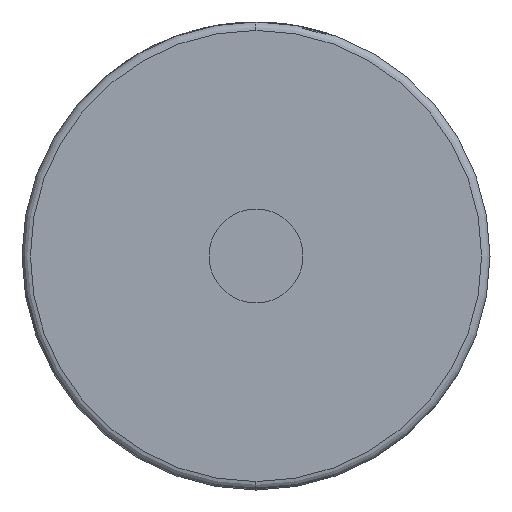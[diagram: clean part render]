
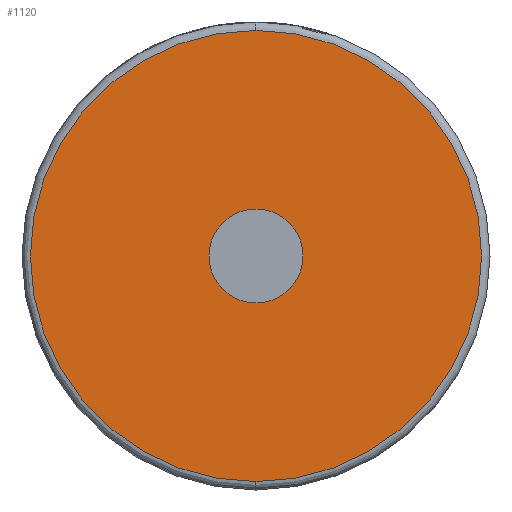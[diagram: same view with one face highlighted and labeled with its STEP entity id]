
A CAD part, left-side view. The second image highlights one B-rep face of the part: STEP entity #1120.
In plain terms, the highlighted planar face has unit normal (-1, 0, 0).
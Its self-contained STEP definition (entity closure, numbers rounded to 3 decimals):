
#51 = CARTESIAN_POINT ( 'NONE',  ( 0., 0., 0.28 ) ) ;
#107 = CARTESIAN_POINT ( 'NONE',  ( 0., 0., 0. ) ) ;
#131 = DIRECTION ( 'NONE',  ( 0., 0., -1. ) ) ;
#252 = AXIS2_PLACEMENT_3D ( 'NONE', #4643, #4256, #1136 ) ;
#424 = AXIS2_PLACEMENT_3D ( 'NONE', #4761, #4688, #1339 ) ;
#534 = CARTESIAN_POINT ( 'NONE',  ( 0., 0., 1.345 ) ) ;
#564 = AXIS2_PLACEMENT_3D ( 'NONE', #4158, #1459, #1870 ) ;
#607 = EDGE_CURVE ( 'NONE', #2358, #4651, #1389, .T. ) ;
#679 = EDGE_CURVE ( 'NONE', #3310, #1603, #3813, .T. ) ;
#875 = DIRECTION ( 'NONE',  ( 0., 0., -1. ) ) ;
#987 = CARTESIAN_POINT ( 'NONE',  ( 0., 0., -1.345 ) ) ;
#1120 = ADVANCED_FACE ( 'NONE', ( #2712, #2324 ), #2736, .F. ) ;
#1131 = CARTESIAN_POINT ( 'NONE',  ( 0., 0., 0. ) ) ;
#1136 = DIRECTION ( 'NONE',  ( 0., 0., -1. ) ) ;
#1339 = DIRECTION ( 'NONE',  ( 0., 0., -1. ) ) ;
#1389 = CIRCLE ( 'NONE', #564, 1.345 ) ;
#1459 = DIRECTION ( 'NONE',  ( -1., 0., 0. ) ) ;
#1603 = VERTEX_POINT ( 'NONE', #3928 ) ;
#1635 = AXIS2_PLACEMENT_3D ( 'NONE', #1131, #3916, #131 ) ;
#1693 = EDGE_LOOP ( 'NONE', ( #4671, #2435 ) ) ;
#1708 = EDGE_LOOP ( 'NONE', ( #3285, #2516 ) ) ;
#1870 = DIRECTION ( 'NONE',  ( 0., 0., -1. ) ) ;
#2029 = DIRECTION ( 'NONE',  ( -1., 0., 0. ) ) ;
#2271 = CIRCLE ( 'NONE', #3454, 0.28 ) ;
#2324 = FACE_BOUND ( 'NONE', #1693, .T. ) ;
#2358 = VERTEX_POINT ( 'NONE', #534 ) ;
#2374 = EDGE_CURVE ( 'NONE', #1603, #3310, #2271, .T. ) ;
#2435 = ORIENTED_EDGE ( 'NONE', *, *, #679, .F. ) ;
#2516 = ORIENTED_EDGE ( 'NONE', *, *, #607, .T. ) ;
#2712 = FACE_OUTER_BOUND ( 'NONE', #1708, .T. ) ;
#2736 = PLANE ( 'NONE',  #252 ) ;
#3285 = ORIENTED_EDGE ( 'NONE', *, *, #4207, .T. ) ;
#3310 = VERTEX_POINT ( 'NONE', #51 ) ;
#3419 = CIRCLE ( 'NONE', #424, 1.345 ) ;
#3454 = AXIS2_PLACEMENT_3D ( 'NONE', #107, #2029, #875 ) ;
#3813 = CIRCLE ( 'NONE', #1635, 0.28 ) ;
#3916 = DIRECTION ( 'NONE',  ( -1., 0., 0. ) ) ;
#3928 = CARTESIAN_POINT ( 'NONE',  ( 0., 0., -0.28 ) ) ;
#4158 = CARTESIAN_POINT ( 'NONE',  ( 0., 0., 0. ) ) ;
#4207 = EDGE_CURVE ( 'NONE', #4651, #2358, #3419, .T. ) ;
#4256 = DIRECTION ( 'NONE',  ( 1., 0., 0. ) ) ;
#4643 = CARTESIAN_POINT ( 'NONE',  ( 0., 0., 0. ) ) ;
#4651 = VERTEX_POINT ( 'NONE', #987 ) ;
#4671 = ORIENTED_EDGE ( 'NONE', *, *, #2374, .F. ) ;
#4688 = DIRECTION ( 'NONE',  ( -1., 0., 0. ) ) ;
#4761 = CARTESIAN_POINT ( 'NONE',  ( 0., 0., 0. ) ) ;
